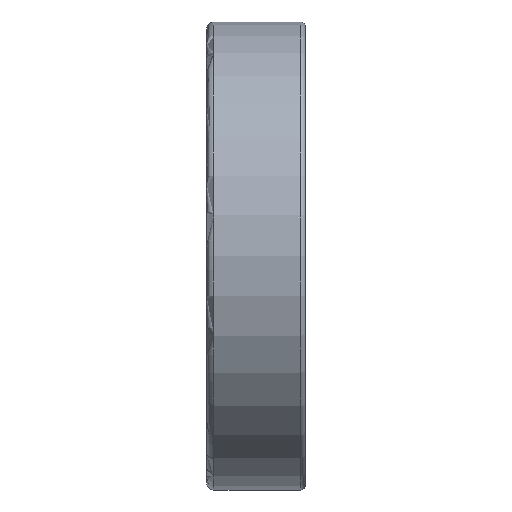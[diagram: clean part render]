
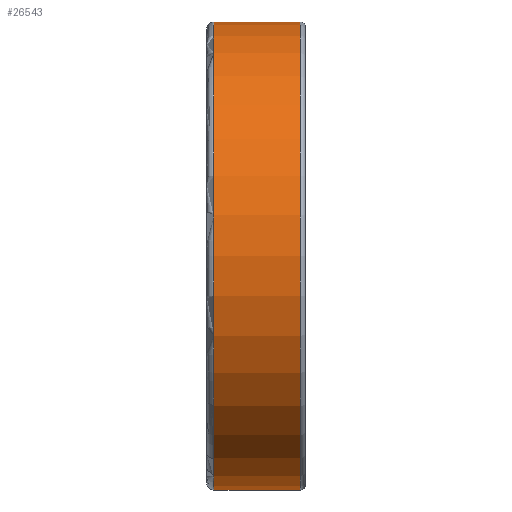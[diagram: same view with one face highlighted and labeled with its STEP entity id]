
A CAD part, top view. The second image highlights one B-rep face of the part: STEP entity #26543.
In plain terms, the highlighted cylindrical face has radius 50 mm (diameter 100 mm), a partial arc.
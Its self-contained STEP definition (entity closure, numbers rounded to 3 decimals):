
#17800=DIRECTION('',(-1.,0.,0.));
#17801=VECTOR('',#17800,18.5);
#17802=CARTESIAN_POINT('',(9.5,50.,0.));
#17803=LINE('',#17802,#17801);
#17807=DIRECTION('',(-1.,0.,0.));
#17808=VECTOR('',#17807,18.5);
#17809=CARTESIAN_POINT('',(9.5,-50.,0.));
#17810=LINE('',#17809,#17808);
#17822=CARTESIAN_POINT('',(9.5,0.,0.));
#17823=DIRECTION('',(1.,0.,0.));
#17824=DIRECTION('',(0.,1.,0.));
#17825=AXIS2_PLACEMENT_3D('',#17822,#17823,#17824);
#17830=CARTESIAN_POINT('',(-9.,0.,0.));
#17831=DIRECTION('',(1.,0.,0.));
#17832=DIRECTION('',(0.,1.,0.));
#17833=AXIS2_PLACEMENT_3D('',#17830,#17831,#17832);
#23815=CARTESIAN_POINT('',(9.5,50.,0.));
#23816=CARTESIAN_POINT('',(-9.,50.,0.));
#23817=VERTEX_POINT('',#23815);
#23818=VERTEX_POINT('',#23816);
#23827=CARTESIAN_POINT('',(9.5,-50.,0.));
#23828=CARTESIAN_POINT('',(-9.,-50.,0.));
#23829=VERTEX_POINT('',#23827);
#23830=VERTEX_POINT('',#23828);
#26531=CARTESIAN_POINT('',(-11.55,0.,0.));
#26532=DIRECTION('',(1.,0.,0.));
#26533=DIRECTION('',(0.,-1.,0.));
#26534=AXIS2_PLACEMENT_3D('',#26531,#26532,#26533);
#26535=CYLINDRICAL_SURFACE('',#26534,50.);
#26536=ORIENTED_EDGE('',*,*,#26521,.F.);
#26537=ORIENTED_EDGE('',*,*,#26498,.T.);
#26538=ORIENTED_EDGE('',*,*,#26525,.T.);
#26540=ORIENTED_EDGE('',*,*,#26539,.F.);
#26541=EDGE_LOOP('',(#26536,#26537,#26538,#26540));
#26542=FACE_OUTER_BOUND('',#26541,.F.);
#17826=CIRCLE('',#17825,50.);
#17834=CIRCLE('',#17833,50.);
#26498=EDGE_CURVE('',#23817,#23829,#17826,.T.);
#26521=EDGE_CURVE('',#23817,#23818,#17803,.T.);
#26525=EDGE_CURVE('',#23829,#23830,#17810,.T.);
#26539=EDGE_CURVE('',#23818,#23830,#17834,.T.);
#26543=ADVANCED_FACE('',(#26542),#26535,.T.);
